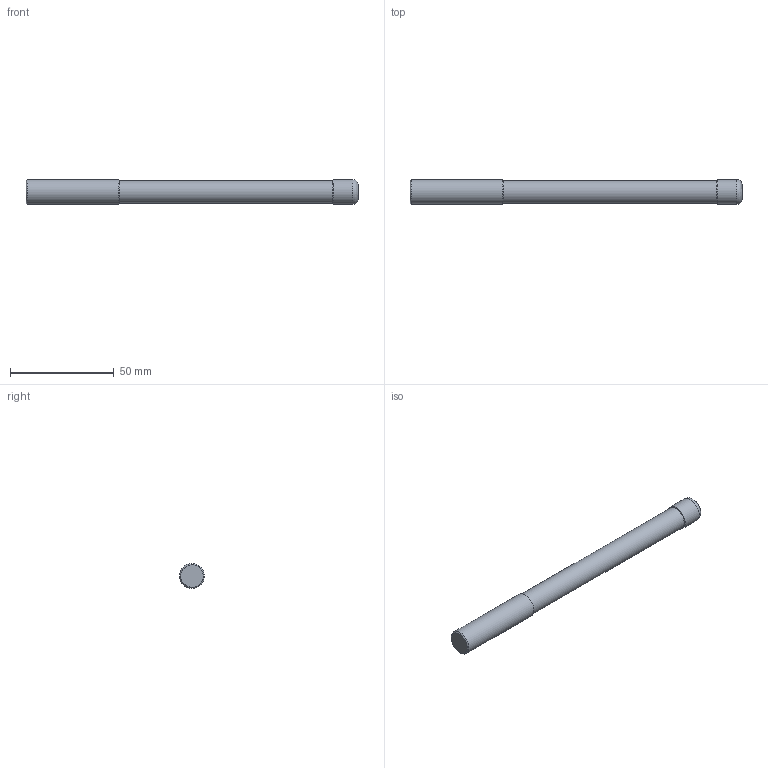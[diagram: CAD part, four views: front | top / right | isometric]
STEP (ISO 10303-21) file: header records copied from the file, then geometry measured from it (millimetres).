
FILE_DESCRIPTION ((), '1');
FILE_NAME ('206075 12_2,5.stp', '2018-03-22T09:23:52', (''), (''), 'HarmonyWare STEP v2.0.6.4', '', '');
FILE_SCHEMA (('CONFIG_CONTROL_DESIGN'));
Length unit declared in the file: millimetre
Bounding box: 160 x 12 x 11.99 mm (x, y, z)
Volume: 16285.4 mm3; surface area: 6138.3 mm2
Topology: 2 solids, 2 shells, 11 faces, 16 edges, 9 vertices
Faces by surface type: bspline 11
Entity records: 469 total; most frequent: CARTESIAN_POINT 256, ORIENTED_EDGE 32, EDGE_CURVE 16, EDGE_LOOP 11, FACE_OUTER_BOUND 11, ADVANCED_FACE 11, VERTEX_POINT 9, PERSON 8
